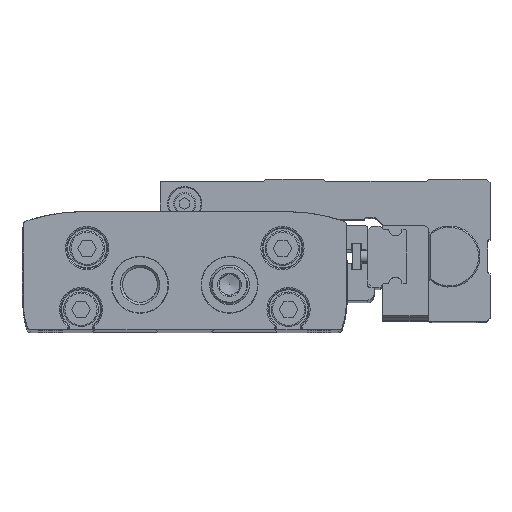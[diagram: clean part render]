
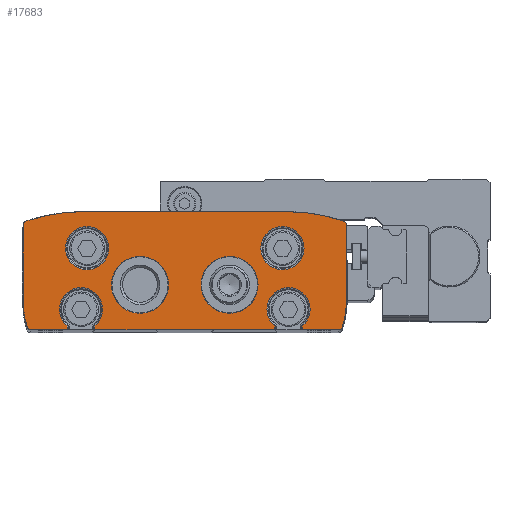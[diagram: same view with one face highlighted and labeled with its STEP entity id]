
A CAD part, top view. The second image highlights one B-rep face of the part: STEP entity #17683.
In plain terms, the highlighted planar face has unit normal (0, 0, 1).
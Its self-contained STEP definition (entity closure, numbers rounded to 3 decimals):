
#776=CIRCLE('',#21720,5.3);
#777=CIRCLE('',#21721,5.3);
#778=CIRCLE('',#21722,1.);
#779=CIRCLE('',#21723,21.);
#780=CIRCLE('',#21724,1.);
#781=CIRCLE('',#21725,45.);
#782=CIRCLE('',#21726,45.);
#783=CIRCLE('',#21727,1.);
#784=CIRCLE('',#21728,21.);
#785=CIRCLE('',#21729,1.);
#786=CIRCLE('',#21730,5.3);
#787=CIRCLE('',#21731,5.3);
#788=CIRCLE('',#21732,7.);
#789=CIRCLE('',#21733,7.);
#1782=ORIENTED_EDGE('',*,*,#6709,.F.);
#1783=ORIENTED_EDGE('',*,*,#6698,.T.);
#1784=ORIENTED_EDGE('',*,*,#6558,.T.);
#1785=ORIENTED_EDGE('',*,*,#6700,.F.);
#1786=ORIENTED_EDGE('',*,*,#6710,.F.);
#1787=ORIENTED_EDGE('',*,*,#6708,.T.);
#1788=ORIENTED_EDGE('',*,*,#6550,.T.);
#1789=ORIENTED_EDGE('',*,*,#6711,.T.);
#1790=ORIENTED_EDGE('',*,*,#6712,.T.);
#1791=ORIENTED_EDGE('',*,*,#6713,.T.);
#1792=ORIENTED_EDGE('',*,*,#6714,.T.);
#1793=ORIENTED_EDGE('',*,*,#6715,.T.);
#1794=ORIENTED_EDGE('',*,*,#6716,.T.);
#1795=ORIENTED_EDGE('',*,*,#6717,.T.);
#1796=ORIENTED_EDGE('',*,*,#6718,.T.);
#1797=ORIENTED_EDGE('',*,*,#6719,.T.);
#1798=ORIENTED_EDGE('',*,*,#6720,.T.);
#1799=ORIENTED_EDGE('',*,*,#6721,.T.);
#1800=ORIENTED_EDGE('',*,*,#6546,.T.);
#1801=ORIENTED_EDGE('',*,*,#6690,.F.);
#1802=ORIENTED_EDGE('',*,*,#6722,.F.);
#1803=ORIENTED_EDGE('',*,*,#6723,.F.);
#1804=ORIENTED_EDGE('',*,*,#6724,.F.);
#1805=ORIENTED_EDGE('',*,*,#6725,.F.);
#6546=EDGE_CURVE('',#9026,#9025,#10801,.T.);
#6550=EDGE_CURVE('',#9030,#9029,#10805,.T.);
#6558=EDGE_CURVE('',#9038,#9037,#10809,.T.);
#6690=EDGE_CURVE('',#9157,#9025,#10887,.T.);
#6698=EDGE_CURVE('',#9162,#9038,#10894,.T.);
#6700=EDGE_CURVE('',#9163,#9037,#10895,.T.);
#6708=EDGE_CURVE('',#9168,#9030,#10902,.T.);
#6709=EDGE_CURVE('',#9162,#9157,#776,.T.);
#6710=EDGE_CURVE('',#9168,#9163,#777,.T.);
#6711=EDGE_CURVE('',#9029,#9169,#778,.T.);
#6712=EDGE_CURVE('',#9169,#9170,#779,.T.);
#6713=EDGE_CURVE('',#9170,#9171,#10903,.T.);
#6714=EDGE_CURVE('',#9171,#9172,#780,.T.);
#6715=EDGE_CURVE('',#9172,#9173,#781,.T.);
#6716=EDGE_CURVE('',#9173,#9174,#10904,.T.);
#6717=EDGE_CURVE('',#9174,#9175,#782,.T.);
#6718=EDGE_CURVE('',#9175,#9176,#783,.T.);
#6719=EDGE_CURVE('',#9176,#9177,#10905,.T.);
#6720=EDGE_CURVE('',#9177,#9178,#784,.T.);
#6721=EDGE_CURVE('',#9178,#9026,#785,.T.);
#6722=EDGE_CURVE('',#9179,#9179,#786,.T.);
#6723=EDGE_CURVE('',#9180,#9180,#787,.T.);
#6724=EDGE_CURVE('',#9181,#9181,#788,.T.);
#6725=EDGE_CURVE('',#9182,#9182,#789,.T.);
#9025=VERTEX_POINT('',#29258);
#9026=VERTEX_POINT('',#29260);
#9029=VERTEX_POINT('',#29266);
#9030=VERTEX_POINT('',#29268);
#9037=VERTEX_POINT('',#29282);
#9038=VERTEX_POINT('',#29284);
#9157=VERTEX_POINT('',#29566);
#9162=VERTEX_POINT('',#29585);
#9163=VERTEX_POINT('',#29592);
#9168=VERTEX_POINT('',#29611);
#9169=VERTEX_POINT('',#29617);
#9170=VERTEX_POINT('',#29619);
#9171=VERTEX_POINT('',#29621);
#9172=VERTEX_POINT('',#29623);
#9173=VERTEX_POINT('',#29625);
#9174=VERTEX_POINT('',#29627);
#9175=VERTEX_POINT('',#29629);
#9176=VERTEX_POINT('',#29631);
#9177=VERTEX_POINT('',#29633);
#9178=VERTEX_POINT('',#29635);
#9179=VERTEX_POINT('',#29638);
#9180=VERTEX_POINT('',#29640);
#9181=VERTEX_POINT('',#29642);
#9182=VERTEX_POINT('',#29644);
#10801=LINE('',#29259,#12348);
#10805=LINE('',#29267,#12352);
#10809=LINE('',#29283,#12356);
#10887=LINE('',#29568,#12434);
#10894=LINE('',#29586,#12441);
#10895=LINE('',#29594,#12442);
#10902=LINE('',#29612,#12449);
#10903=LINE('',#29620,#12450);
#10904=LINE('',#29626,#12451);
#10905=LINE('',#29632,#12452);
#12348=VECTOR('',#23672,1000.);
#12352=VECTOR('',#23676,1000.);
#12356=VECTOR('',#23688,1000.);
#12434=VECTOR('',#23898,1000.);
#12441=VECTOR('',#23911,1000.);
#12442=VECTOR('',#23914,1000.);
#12449=VECTOR('',#23927,1000.);
#12450=VECTOR('',#23938,1000.);
#12451=VECTOR('',#23943,1000.);
#12452=VECTOR('',#23948,1000.);
#13935=EDGE_LOOP('',(#1782,#1783,#1784,#1785,#1786,#1787,#1788,#1789,#1790,
#1791,#1792,#1793,#1794,#1795,#1796,#1797,#1798,#1799,#1800,#1801));
#13936=EDGE_LOOP('',(#1802));
#13937=EDGE_LOOP('',(#1803));
#13938=EDGE_LOOP('',(#1804));
#13939=EDGE_LOOP('',(#1805));
#15520=FACE_BOUND('',#13935,.T.);
#15521=FACE_BOUND('',#13936,.T.);
#15522=FACE_BOUND('',#13937,.T.);
#15523=FACE_BOUND('',#13938,.T.);
#15524=FACE_BOUND('',#13939,.T.);
#17098=PLANE('',#21719);
#17683=ADVANCED_FACE('',(#15520,#15521,#15522,#15523,#15524),#17098,.T.);
#21719=AXIS2_PLACEMENT_3D('',#29613,#23928,#23929);
#21720=AXIS2_PLACEMENT_3D('',#29614,#23930,#23931);
#21721=AXIS2_PLACEMENT_3D('',#29615,#23932,#23933);
#21722=AXIS2_PLACEMENT_3D('',#29616,#23934,#23935);
#21723=AXIS2_PLACEMENT_3D('',#29618,#23936,#23937);
#21724=AXIS2_PLACEMENT_3D('',#29622,#23939,#23940);
#21725=AXIS2_PLACEMENT_3D('',#29624,#23941,#23942);
#21726=AXIS2_PLACEMENT_3D('',#29628,#23944,#23945);
#21727=AXIS2_PLACEMENT_3D('',#29630,#23946,#23947);
#21728=AXIS2_PLACEMENT_3D('',#29634,#23949,#23950);
#21729=AXIS2_PLACEMENT_3D('',#29636,#23951,#23952);
#21730=AXIS2_PLACEMENT_3D('',#29637,#23953,#23954);
#21731=AXIS2_PLACEMENT_3D('',#29639,#23955,#23956);
#21732=AXIS2_PLACEMENT_3D('',#29641,#23957,#23958);
#21733=AXIS2_PLACEMENT_3D('',#29643,#23959,#23960);
#23672=DIRECTION('',(1.,0.,0.));
#23676=DIRECTION('',(1.,0.,0.));
#23688=DIRECTION('',(1.,0.,0.));
#23898=DIRECTION('',(0.,-1.,0.));
#23911=DIRECTION('',(0.,-1.,0.));
#23914=DIRECTION('',(0.,-1.,0.));
#23927=DIRECTION('',(0.,-1.,0.));
#23928=DIRECTION('',(0.,0.,1.));
#23929=DIRECTION('',(1.,0.,0.));
#23930=DIRECTION('',(0.,0.,1.));
#23931=DIRECTION('',(1.,0.,0.));
#23932=DIRECTION('',(0.,0.,1.));
#23933=DIRECTION('',(1.,0.,0.));
#23934=DIRECTION('',(0.,0.,1.));
#23935=DIRECTION('',(1.,0.,0.));
#23936=DIRECTION('',(0.,0.,1.));
#23937=DIRECTION('',(1.,0.,0.));
#23938=DIRECTION('',(0.,1.,0.));
#23939=DIRECTION('',(0.,0.,1.));
#23940=DIRECTION('',(1.,0.,0.));
#23941=DIRECTION('',(0.,0.,1.));
#23942=DIRECTION('',(1.,0.,0.));
#23943=DIRECTION('',(-1.,0.,0.));
#23944=DIRECTION('',(0.,0.,1.));
#23945=DIRECTION('',(1.,0.,0.));
#23946=DIRECTION('',(0.,0.,1.));
#23947=DIRECTION('',(1.,0.,0.));
#23948=DIRECTION('',(0.,-1.,0.));
#23949=DIRECTION('',(0.,0.,1.));
#23950=DIRECTION('',(1.,0.,0.));
#23951=DIRECTION('',(0.,0.,1.));
#23952=DIRECTION('',(1.,0.,0.));
#23953=DIRECTION('',(0.,0.,1.));
#23954=DIRECTION('',(1.,0.,0.));
#23955=DIRECTION('',(0.,0.,1.));
#23956=DIRECTION('',(1.,0.,0.));
#23957=DIRECTION('',(0.,0.,1.));
#23958=DIRECTION('',(1.,0.,0.));
#23959=DIRECTION('',(0.,0.,1.));
#23960=DIRECTION('',(1.,0.,0.));
#29258=CARTESIAN_POINT('',(-28.9,0.,225.));
#29259=CARTESIAN_POINT('',(-37.779,0.,225.));
#29260=CARTESIAN_POINT('',(-37.779,0.,225.));
#29266=CARTESIAN_POINT('',(37.779,0.,225.));
#29267=CARTESIAN_POINT('',(-37.779,0.,225.));
#29268=CARTESIAN_POINT('',(28.9,0.,225.));
#29282=CARTESIAN_POINT('',(22.1,0.,225.));
#29283=CARTESIAN_POINT('',(-37.779,0.,225.));
#29284=CARTESIAN_POINT('',(-22.1,0.,225.));
#29566=CARTESIAN_POINT('',(-28.9,0.934,225.));
#29568=CARTESIAN_POINT('',(-28.9,5.,225.));
#29585=CARTESIAN_POINT('',(-22.1,0.934,225.));
#29586=CARTESIAN_POINT('',(-22.1,5.,225.));
#29592=CARTESIAN_POINT('',(22.1,0.934,225.));
#29594=CARTESIAN_POINT('',(22.1,5.,225.));
#29611=CARTESIAN_POINT('',(28.9,0.934,225.));
#29612=CARTESIAN_POINT('',(28.9,5.,225.));
#29613=CARTESIAN_POINT('',(-18.7,7.,225.));
#29614=CARTESIAN_POINT('',(-25.5,5.,225.));
#29615=CARTESIAN_POINT('',(25.5,5.,225.));
#29616=CARTESIAN_POINT('',(37.779,1.,225.));
#29617=CARTESIAN_POINT('',(38.733,0.7,225.));
#29618=CARTESIAN_POINT('',(18.7,7.,225.));
#29619=CARTESIAN_POINT('',(39.7,7.,225.));
#29620=CARTESIAN_POINT('',(39.7,7.,225.));
#29621=CARTESIAN_POINT('',(39.7,25.713,225.));
#29622=CARTESIAN_POINT('',(38.7,25.713,225.));
#29623=CARTESIAN_POINT('',(39.018,26.661,225.));
#29624=CARTESIAN_POINT('',(24.7,-16.,225.));
#29625=CARTESIAN_POINT('',(24.7,29.,225.));
#29626=CARTESIAN_POINT('',(24.7,29.,225.));
#29627=CARTESIAN_POINT('',(-24.7,29.,225.));
#29628=CARTESIAN_POINT('',(-24.7,-16.,225.));
#29629=CARTESIAN_POINT('',(-39.018,26.661,225.));
#29630=CARTESIAN_POINT('',(-38.7,25.713,225.));
#29631=CARTESIAN_POINT('',(-39.7,25.713,225.));
#29632=CARTESIAN_POINT('',(-39.7,25.713,225.));
#29633=CARTESIAN_POINT('',(-39.7,7.,225.));
#29634=CARTESIAN_POINT('',(-18.7,7.,225.));
#29635=CARTESIAN_POINT('',(-38.733,0.7,225.));
#29636=CARTESIAN_POINT('',(-37.779,1.,225.));
#29637=CARTESIAN_POINT('',(-24.,20.,225.));
#29638=CARTESIAN_POINT('',(-18.7,20.,225.));
#29639=CARTESIAN_POINT('',(24.,20.,225.));
#29640=CARTESIAN_POINT('',(29.3,20.,225.));
#29641=CARTESIAN_POINT('',(-11.,11.,225.));
#29642=CARTESIAN_POINT('',(-4.,11.,225.));
#29643=CARTESIAN_POINT('',(11.,11.,225.));
#29644=CARTESIAN_POINT('',(18.,11.,225.));
